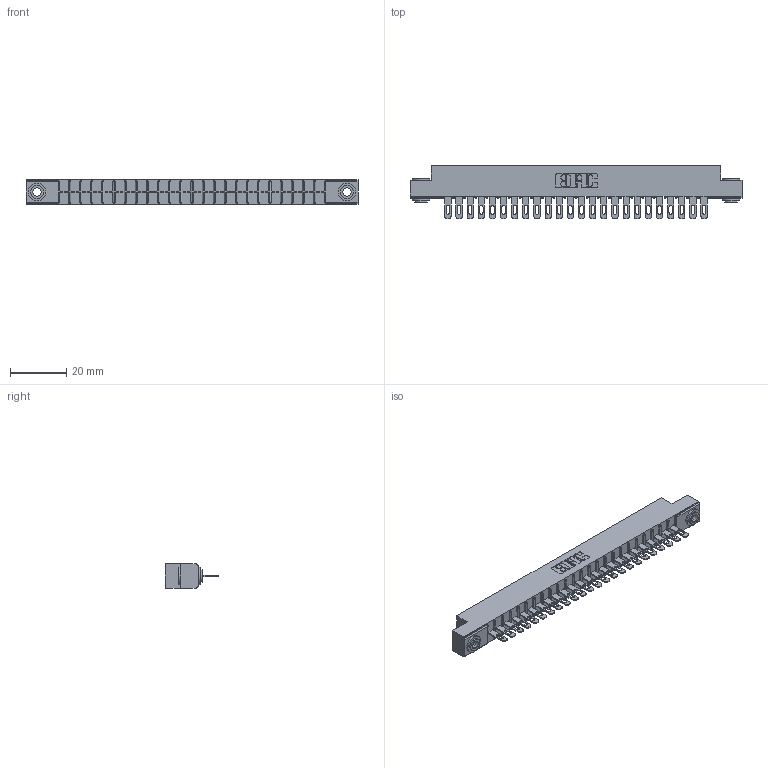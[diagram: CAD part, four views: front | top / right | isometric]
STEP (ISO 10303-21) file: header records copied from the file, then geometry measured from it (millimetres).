
FILE_DESCRIPTION (( 'STEP AP203' ), '1' );
FILE_NAME ('306-024-500-103.STEP', '2019-09-11T21:15:20', ( '' ), ( '' ), 'SwSTEP 2.0', 'SolidWorks 2016', '' );
FILE_SCHEMA (( 'CONFIG_CONTROL_DESIGN' ));
Length unit declared in the file: inch
Products named in the file (4): 306-290-001_100; 306-024-500-103; 345-250-002_345-250-002-102; 306 Part_.156 Dia
Assembly tree (27 placements, depth 2):
  306-024-500-103
    306 Part_.156 Dia
    306-290-001_100  x24
    345-250-002_345-250-002-102  x2
Bounding box: 118.11 x 18.87 x 8.71 mm (x, y, z)
Volume: 8161.1 mm3; surface area: 12773.1 mm2
Topology: 27 solids, 27 shells, 1992 faces, 5588 edges, 3592 vertices
Faces by surface type: plane 1292, cylinder 596, sphere 96, cone 8
Entity records: 25942 total; most frequent: CARTESIAN_POINT 4332, DIRECTION 4288, ORIENTED_EDGE 4284, EDGE_CURVE 2142, VECTOR 1656, LINE 1656, VERTEX_POINT 1360, AXIS2_PLACEMENT_3D 1316
